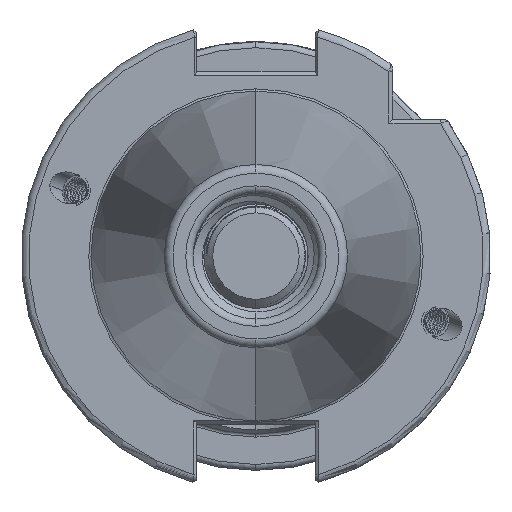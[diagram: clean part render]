
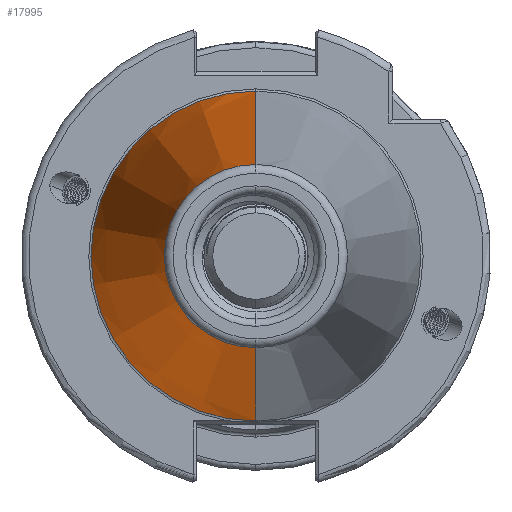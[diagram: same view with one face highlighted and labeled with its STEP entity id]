
A CAD part, left-side view. The second image highlights one B-rep face of the part: STEP entity #17995.
In plain terms, the highlighted conical face has half-angle 8.297 degrees and reference radius 22.692 mm.
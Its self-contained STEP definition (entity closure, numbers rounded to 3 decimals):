
#1036 = EDGE_CURVE ( 'NONE', #2781, #2807, #23972, .T. ) ;
#1039 = EDGE_CURVE ( 'NONE', #2781, #2803, #23953, .T. ) ;
#1081 = EDGE_CURVE ( 'NONE', #2803, #2870, #23985, .T. ) ;
#1106 = EDGE_CURVE ( 'NONE', #2807, #2870, #23995, .T. ) ;
#1299 = CARTESIAN_POINT ( 'NONE',  ( -2.5, 0., -22.327 ) ) ;
#1479 = CARTESIAN_POINT ( 'NONE',  ( -70.573, 0., -12.4 ) ) ;
#1691 = AXIS2_PLACEMENT_3D ( 'NONE', #21290, #21297, #21253 ) ;
#1696 = AXIS2_PLACEMENT_3D ( 'NONE', #21512, #21530, #21515 ) ;
#2361 = EDGE_LOOP ( 'NONE', ( #13320, #13272, #13335, #13336 ) ) ;
#2781 = VERTEX_POINT ( 'NONE', #1479 ) ;
#2803 = VERTEX_POINT ( 'NONE', #1299 ) ;
#2807 = VERTEX_POINT ( 'NONE', #25068 ) ;
#2870 = VERTEX_POINT ( 'NONE', #24749 ) ;
#13272 = ORIENTED_EDGE ( 'NONE', *, *, #1106, .T. ) ;
#13320 = ORIENTED_EDGE ( 'NONE', *, *, #1036, .T. ) ;
#13335 = ORIENTED_EDGE ( 'NONE', *, *, #1081, .F. ) ;
#13336 = ORIENTED_EDGE ( 'NONE', *, *, #1039, .F. ) ;
#13614 = AXIS2_PLACEMENT_3D ( 'NONE', #18744, #18773, #18728 ) ;
#15703 = CONICAL_SURFACE ( 'NONE', #13614, 22.692, 0.145 ) ;
#15723 = FACE_OUTER_BOUND ( 'NONE', #2361, .T. ) ;
#17995 = ADVANCED_FACE ( 'NONE', ( #15723 ), #15703, .T. ) ;
#18728 = DIRECTION ( 'NONE',  ( 0., 0., -1. ) ) ;
#18744 = CARTESIAN_POINT ( 'NONE',  ( 0., 0., 0. ) ) ;
#18773 = DIRECTION ( 'NONE',  ( 1., 0., 0. ) ) ;
#21253 = DIRECTION ( 'NONE',  ( 0., 0., 1. ) ) ;
#21255 = DIRECTION ( 'NONE',  ( 0.99, 0., -0.144 ) ) ;
#21259 = CARTESIAN_POINT ( 'NONE',  ( 0., 0., -22.692 ) ) ;
#21290 = CARTESIAN_POINT ( 'NONE',  ( -70.573, 0., 0. ) ) ;
#21297 = DIRECTION ( 'NONE',  ( 1., 0., 0. ) ) ;
#21512 = CARTESIAN_POINT ( 'NONE',  ( -2.5, 0., 0. ) ) ;
#21515 = DIRECTION ( 'NONE',  ( 0., 0., -1. ) ) ;
#21530 = DIRECTION ( 'NONE',  ( 1., 0., 0. ) ) ;
#21639 = CARTESIAN_POINT ( 'NONE',  ( 0., 0., 22.692 ) ) ;
#21640 = DIRECTION ( 'NONE',  ( 0.99, 0., 0.144 ) ) ;
#23953 = LINE ( 'NONE', #21259, #23959 ) ;
#23959 = VECTOR ( 'NONE', #21255, 1000. ) ;
#23972 = CIRCLE ( 'NONE', #1691, 12.4 ) ;
#23985 = CIRCLE ( 'NONE', #1696, 22.327 ) ;
#23995 = LINE ( 'NONE', #21639, #23997 ) ;
#23997 = VECTOR ( 'NONE', #21640, 1000. ) ;
#24749 = CARTESIAN_POINT ( 'NONE',  ( -2.5, 0., 22.327 ) ) ;
#25068 = CARTESIAN_POINT ( 'NONE',  ( -70.573, 0., 12.4 ) ) ;
